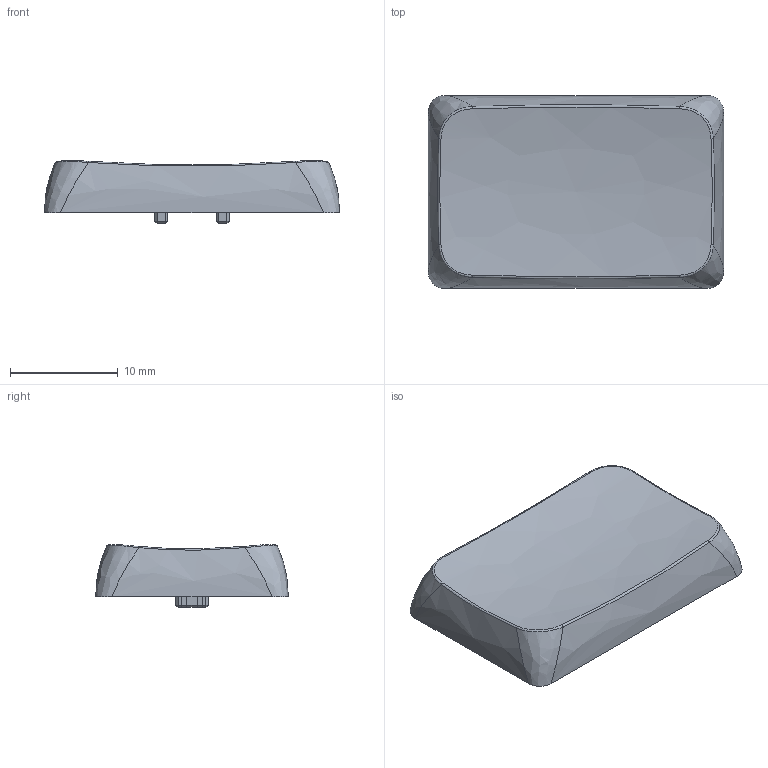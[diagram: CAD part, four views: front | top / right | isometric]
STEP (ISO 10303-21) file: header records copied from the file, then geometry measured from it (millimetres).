
FILE_DESCRIPTION(/* description */ (''),/* implementation_level */ '2;1');
FILE_NAME(/* name */ 'Kailh choc FunMonk 1.5u',/* time_stamp */ '2020-07-12T00:35:46-07:00',/* author */ (''),/* organization */ (''),/* preprocessor_version */ 'ST-DEVELOPER v16.5',/* originating_system */ '',/* authorisation */ '');
FILE_SCHEMA (('AUTOMOTIVE_DESIGN'));
Length unit declared in the file: millimetre
Products named in the file (1): Document
Bounding box: 27.43 x 17.9 x 5.84 mm (x, y, z)
Volume: 747.3 mm3; surface area: 1585.7 mm2
Topology: 1 solids, 1 shells, 126 faces, 320 edges, 200 vertices
Faces by surface type: plane 92, bspline 34
Entity records: 4536 total; most frequent: CARTESIAN_POINT 2406, ORIENTED_EDGE 640, EDGE_CURVE 320, B_SPLINE_CURVE_WITH_KNOTS 266, VERTEX_POINT 200, EDGE_LOOP 130, ADVANCED_FACE 126, FACE_OUTER_BOUND 126
